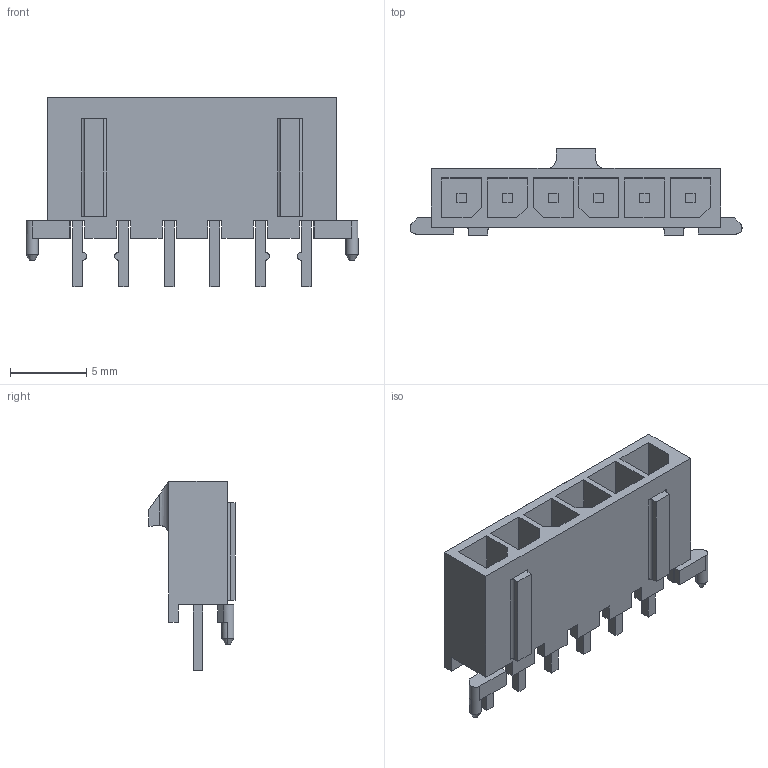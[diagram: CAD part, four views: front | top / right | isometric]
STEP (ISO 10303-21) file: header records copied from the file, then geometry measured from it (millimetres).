
FILE_DESCRIPTION((''),'2;1');
FILE_NAME('C-2-1445093-6','2011-08-24T',('workeradm'),('Tyco Electronics Ltd.'),'PRO/ENGINEER BY PARAMETRIC TECHNOLOGY CORPORATION, 2010430','PRO/ENGINEER BY PARAMETRIC TECHNOLOGY CORPORATION, 2010430','');
FILE_SCHEMA(('AUTOMOTIVE_DESIGN { 1 0 10303 214 1 1 1 1 }'));
Length unit declared in the file: millimetre
Products named in the file (1): C-2-1445093-6
Bounding box: 21.8 x 5.67 x 12.42 mm (x, y, z)
Volume: 402.8 mm3; surface area: 1158.5 mm2
Topology: 1 solids, 1 shells, 201 faces, 529 edges, 350 vertices
Faces by surface type: plane 182, cylinder 15, cone 4
Entity records: 6380 total; most frequent: CARTESIAN_POINT 1124, ORIENTED_EDGE 1058, DIRECTION 961, EDGE_CURVE 529, VECTOR 491, LINE 491, VERTEX_POINT 350, AXIS2_PLACEMENT_3D 235
